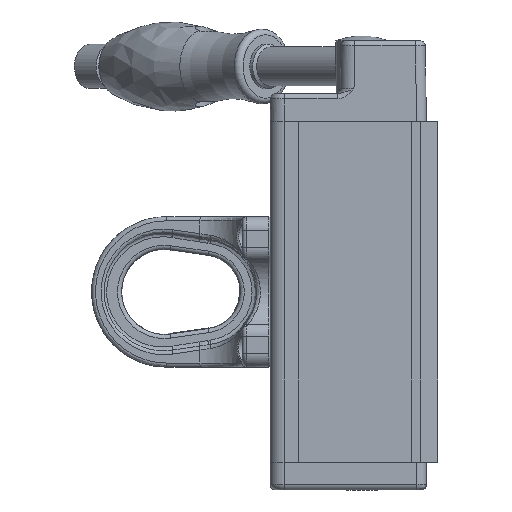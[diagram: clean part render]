
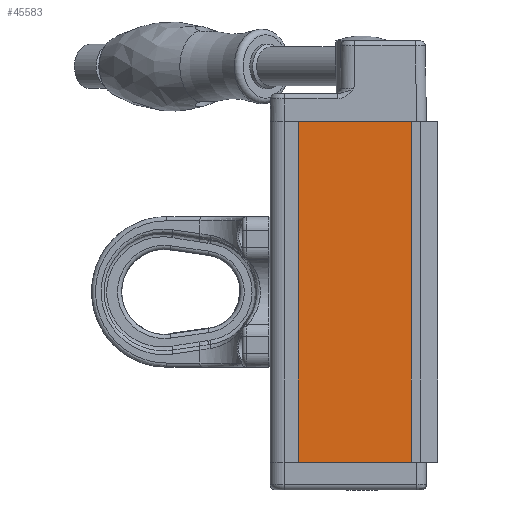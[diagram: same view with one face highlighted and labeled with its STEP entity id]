
A CAD part, left-side view. The second image highlights one B-rep face of the part: STEP entity #45583.
In plain terms, the highlighted planar face has unit normal (-1, 0, 0).
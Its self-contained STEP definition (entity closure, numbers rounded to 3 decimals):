
#3479=PLANE('',#50994);
#6288=FACE_OUTER_BOUND('',#9312,.T.);
#9312=EDGE_LOOP('',(#41952,#41953,#41954,#41955));
#12223=LINE('',#113943,#15138);
#12224=LINE('',#113946,#15139);
#12225=LINE('',#113948,#15140);
#12226=LINE('',#113949,#15141);
#15138=VECTOR('',#64575,1000.);
#15139=VECTOR('',#64578,1000.);
#15140=VECTOR('',#64579,1000.);
#15141=VECTOR('',#64580,1000.);
#21889=VERTEX_POINT('',#113937);
#21891=VERTEX_POINT('',#113941);
#21892=VERTEX_POINT('',#113945);
#21893=VERTEX_POINT('',#113947);
#28579=EDGE_CURVE('',#21889,#21891,#12223,.T.);
#28580=EDGE_CURVE('',#21889,#21892,#12224,.T.);
#28581=EDGE_CURVE('',#21893,#21891,#12225,.T.);
#28582=EDGE_CURVE('',#21892,#21893,#12226,.T.);
#41952=ORIENTED_EDGE('',*,*,#28580,.F.);
#41953=ORIENTED_EDGE('',*,*,#28579,.T.);
#41954=ORIENTED_EDGE('',*,*,#28581,.F.);
#41955=ORIENTED_EDGE('',*,*,#28582,.F.);
#45583=ADVANCED_FACE('',(#6288),#3479,.T.);
#50994=AXIS2_PLACEMENT_3D('',#113944,#64576,#64577);
#64575=DIRECTION('',(0.,0.,1.));
#64576=DIRECTION('center_axis',(-1.,0.,0.));
#64577=DIRECTION('ref_axis',(0.,-1.,0.));
#64578=DIRECTION('',(0.,1.,0.));
#64579=DIRECTION('',(0.,-1.,0.));
#64580=DIRECTION('',(0.,0.,1.));
#113937=CARTESIAN_POINT('',(-33.445,-10.25,61.));
#113941=CARTESIAN_POINT('',(-33.445,-10.25,183.));
#113943=CARTESIAN_POINT('',(-33.445,-10.25,18.607));
#113944=CARTESIAN_POINT('Origin',(-33.445,30.383,18.607));
#113945=CARTESIAN_POINT('',(-33.445,30.383,61.));
#113946=CARTESIAN_POINT('',(-33.445,30.383,61.));
#113947=CARTESIAN_POINT('',(-33.445,30.383,183.));
#113948=CARTESIAN_POINT('',(-33.445,30.383,183.));
#113949=CARTESIAN_POINT('',(-33.445,30.383,18.607));
